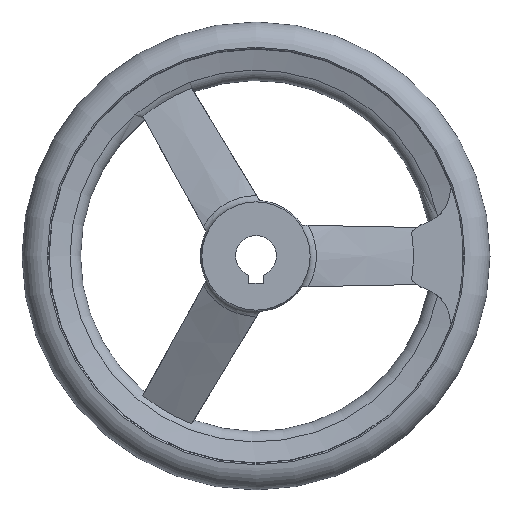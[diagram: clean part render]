
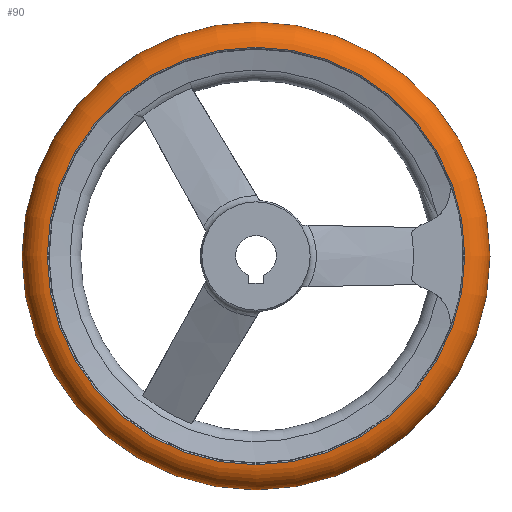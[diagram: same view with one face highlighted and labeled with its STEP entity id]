
A CAD part, front view. The second image highlights one B-rep face of the part: STEP entity #90.
In plain terms, the highlighted toroidal (fillet/blend) face has major radius 71 mm and minor radius 9 mm.
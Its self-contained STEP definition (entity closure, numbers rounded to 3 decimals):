
#90 = ADVANCED_FACE( '', ( #206, #207, #208 ), #209, .T. );
#206 = FACE_BOUND( '', #355, .T. );
#207 = FACE_OUTER_BOUND( '', #356, .T. );
#208 = FACE_OUTER_BOUND( '', #357, .T. );
#209 = TOROIDAL_SURFACE( '', #358, 71., 9. );
#355 = VERTEX_LOOP( '', #572 );
#356 = EDGE_LOOP( '', ( #573 ) );
#357 = EDGE_LOOP( '', ( #574 ) );
#358 = AXIS2_PLACEMENT_3D( '', #575, #576, #577 );
#572 = VERTEX_POINT( '', #915 );
#573 = ORIENTED_EDGE( '', *, *, #909, .T. );
#574 = ORIENTED_EDGE( '', *, *, #905, .F. );
#575 = CARTESIAN_POINT( '', ( 0., 31., 0. ) );
#576 = DIRECTION( '', ( 0., -1., 0. ) );
#577 = DIRECTION( '', ( 0., 0., -1. ) );
#905 = EDGE_CURVE( '', #1101, #1101, #1102, .T. );
#909 = EDGE_CURVE( '', #1108, #1108, #1109, .T. );
#915 = CARTESIAN_POINT( '', ( 0., 31., -80. ) );
#1101 = VERTEX_POINT( '', #1609 );
#1102 = CIRCLE( '', #1610, 71.375 );
#1108 = VERTEX_POINT( '', #1616 );
#1109 = CIRCLE( '', #1617, 71.375 );
#1609 = CARTESIAN_POINT( '', ( 0., 22.008, -71.375 ) );
#1610 = AXIS2_PLACEMENT_3D( '', #1941, #1942, #1943 );
#1616 = CARTESIAN_POINT( '', ( 0., 39.992, -71.375 ) );
#1617 = AXIS2_PLACEMENT_3D( '', #1950, #1951, #1952 );
#1941 = CARTESIAN_POINT( '', ( 0., 22.008, 0. ) );
#1942 = DIRECTION( '', ( 0., -1., 0. ) );
#1943 = DIRECTION( '', ( 0., 0., -1. ) );
#1950 = CARTESIAN_POINT( '', ( 0., 39.992, 0. ) );
#1951 = DIRECTION( '', ( 0., -1., 0. ) );
#1952 = DIRECTION( '', ( 0., 0., -1. ) );
